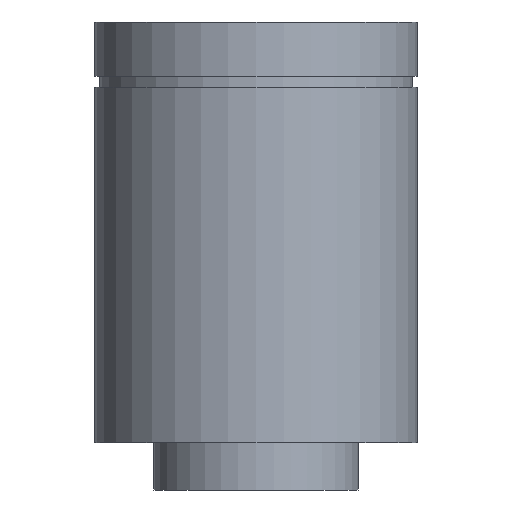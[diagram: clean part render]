
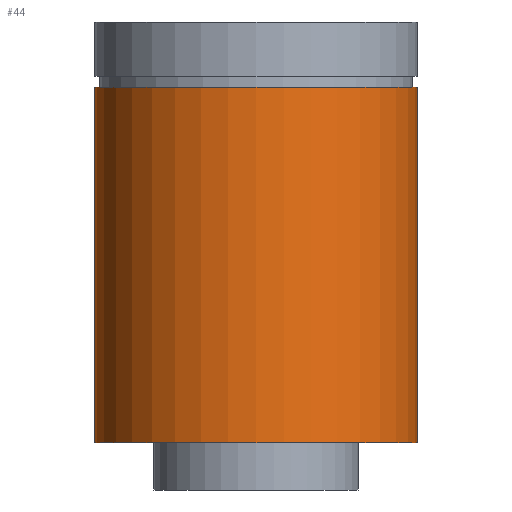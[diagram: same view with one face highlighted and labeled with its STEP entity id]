
A CAD part, front view. The second image highlights one B-rep face of the part: STEP entity #44.
In plain terms, the highlighted cylindrical face has radius 16 mm (diameter 32 mm), a partial arc.
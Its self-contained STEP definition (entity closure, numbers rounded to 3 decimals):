
#6 = AXIS2_PLACEMENT_3D ( 'NONE', #437, #47, #441 ) ;
#29 = LINE ( 'NONE', #202, #160 ) ;
#44 = ADVANCED_FACE ( 'NONE', ( #230 ), #533, .T. ) ;
#47 = DIRECTION ( 'NONE',  ( 0., 0., 1. ) ) ;
#84 = CIRCLE ( 'NONE', #6, 16. ) ;
#91 = CARTESIAN_POINT ( 'NONE',  ( 16., 0., 3.9 ) ) ;
#114 = EDGE_LOOP ( 'NONE', ( #522, #545, #155, #370 ) ) ;
#127 = EDGE_CURVE ( 'NONE', #562, #288, #456, .T. ) ;
#153 = DIRECTION ( 'NONE',  ( 0., 0., 1. ) ) ;
#155 = ORIENTED_EDGE ( 'NONE', *, *, #127, .T. ) ;
#160 = VECTOR ( 'NONE', #343, 1000. ) ;
#162 = CARTESIAN_POINT ( 'NONE',  ( 0., 0., 3.9 ) ) ;
#202 = CARTESIAN_POINT ( 'NONE',  ( -16., 0., 0. ) ) ;
#217 = VECTOR ( 'NONE', #153, 1000. ) ;
#223 = EDGE_CURVE ( 'NONE', #318, #439, #29, .T. ) ;
#230 = FACE_OUTER_BOUND ( 'NONE', #114, .T. ) ;
#280 = CARTESIAN_POINT ( 'NONE',  ( 0., 0., 0. ) ) ;
#288 = VERTEX_POINT ( 'NONE', #468 ) ;
#291 = EDGE_CURVE ( 'NONE', #318, #562, #485, .T. ) ;
#309 = AXIS2_PLACEMENT_3D ( 'NONE', #280, #549, #507 ) ;
#318 = VERTEX_POINT ( 'NONE', #381 ) ;
#343 = DIRECTION ( 'NONE',  ( 0., 0., 1. ) ) ;
#361 = EDGE_CURVE ( 'NONE', #439, #288, #84, .T. ) ;
#370 = ORIENTED_EDGE ( 'NONE', *, *, #361, .F. ) ;
#375 = CARTESIAN_POINT ( 'NONE',  ( 16., 0., 0. ) ) ;
#381 = CARTESIAN_POINT ( 'NONE',  ( -16., 0., 3.9 ) ) ;
#401 = AXIS2_PLACEMENT_3D ( 'NONE', #162, #477, #470 ) ;
#437 = CARTESIAN_POINT ( 'NONE',  ( 0., 0., 39.11 ) ) ;
#439 = VERTEX_POINT ( 'NONE', #487 ) ;
#441 = DIRECTION ( 'NONE',  ( 1., 0., 0. ) ) ;
#456 = LINE ( 'NONE', #375, #217 ) ;
#468 = CARTESIAN_POINT ( 'NONE',  ( 16., 0., 39.11 ) ) ;
#470 = DIRECTION ( 'NONE',  ( 1., 0., 0. ) ) ;
#477 = DIRECTION ( 'NONE',  ( 0., 0., 1. ) ) ;
#485 = CIRCLE ( 'NONE', #401, 16. ) ;
#487 = CARTESIAN_POINT ( 'NONE',  ( -16., 0., 39.11 ) ) ;
#507 = DIRECTION ( 'NONE',  ( 1., 0., 0. ) ) ;
#522 = ORIENTED_EDGE ( 'NONE', *, *, #223, .F. ) ;
#533 = CYLINDRICAL_SURFACE ( 'NONE', #309, 16. ) ;
#545 = ORIENTED_EDGE ( 'NONE', *, *, #291, .T. ) ;
#549 = DIRECTION ( 'NONE',  ( 0., 0., 1. ) ) ;
#562 = VERTEX_POINT ( 'NONE', #91 ) ;
